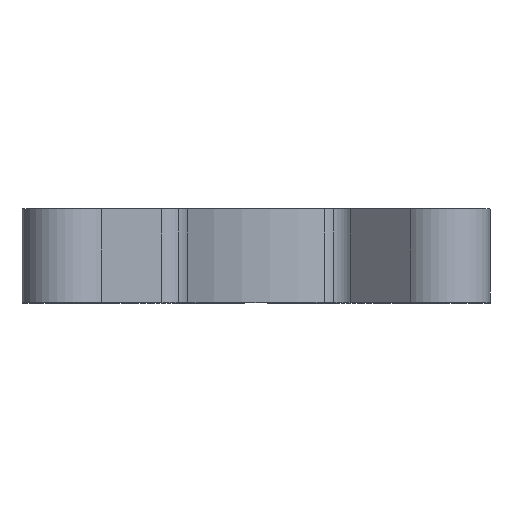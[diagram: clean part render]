
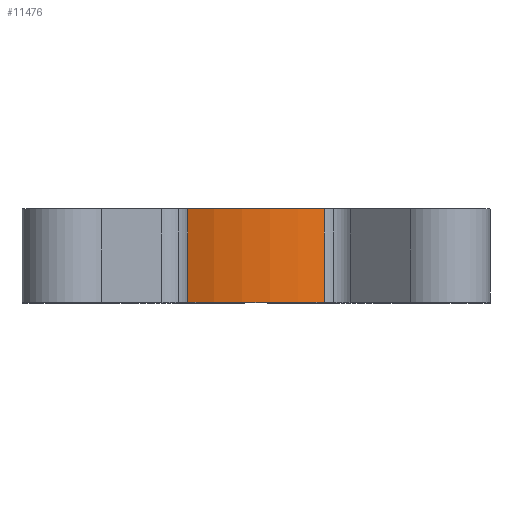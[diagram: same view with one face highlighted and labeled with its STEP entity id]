
A CAD part, top view. The second image highlights one B-rep face of the part: STEP entity #11476.
In plain terms, the highlighted cylindrical face has radius 14.5 mm (diameter 29 mm), a partial arc.
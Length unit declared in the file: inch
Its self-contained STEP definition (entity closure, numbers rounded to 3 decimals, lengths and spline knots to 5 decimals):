
#28 = CYLINDRICAL_SURFACE ( 'NONE', #17378, 0.57087 ) ;
#46 = AXIS2_PLACEMENT_3D ( 'NONE', #8811, #15588, #6629 ) ;
#702 = EDGE_CURVE ( 'NONE', #15948, #28828, #11679, .T. ) ;
#859 = DIRECTION ( 'NONE',  ( 0., 1., 0. ) ) ;
#1244 = VERTEX_POINT ( 'NONE', #1876 ) ;
#1876 = CARTESIAN_POINT ( 'NONE',  ( -0.22924, 0., 0.52282 ) ) ;
#2268 = DIRECTION ( 'NONE',  ( 0., 0., -1. ) ) ;
#2646 = DIRECTION ( 'NONE',  ( 0., 1., 0. ) ) ;
#4758 = DIRECTION ( 'NONE',  ( 0., -1., 0. ) ) ;
#5399 = DIRECTION ( 'NONE',  ( 0., 0., 1. ) ) ;
#5797 = CARTESIAN_POINT ( 'NONE',  ( 0.22924, 0., 0.52282 ) ) ;
#6629 = DIRECTION ( 'NONE',  ( 0., 0., 1. ) ) ;
#7171 = EDGE_LOOP ( 'NONE', ( #11556, #27279, #10144, #9949 ) ) ;
#8811 = CARTESIAN_POINT ( 'NONE',  ( 0., 0.31496, 0. ) ) ;
#9848 = CARTESIAN_POINT ( 'NONE',  ( 0., 0., 0. ) ) ;
#9949 = ORIENTED_EDGE ( 'NONE', *, *, #702, .T. ) ;
#10144 = ORIENTED_EDGE ( 'NONE', *, *, #25143, .T. ) ;
#11062 = CIRCLE ( 'NONE', #16045, 0.57087 ) ;
#11476 = ADVANCED_FACE ( 'NONE', ( #15522 ), #28, .T. ) ;
#11556 = ORIENTED_EDGE ( 'NONE', *, *, #12581, .F. ) ;
#11679 = LINE ( 'NONE', #17913, #15530 ) ;
#12581 = EDGE_CURVE ( 'NONE', #17734, #28828, #19015, .T. ) ;
#13172 = LINE ( 'NONE', #21357, #22660 ) ;
#15522 = FACE_OUTER_BOUND ( 'NONE', #7171, .T. ) ;
#15530 = VECTOR ( 'NONE', #2646, 39.37008 ) ;
#15588 = DIRECTION ( 'NONE',  ( 0., 1., 0. ) ) ;
#15948 = VERTEX_POINT ( 'NONE', #5797 ) ;
#16045 = AXIS2_PLACEMENT_3D ( 'NONE', #9848, #859, #5399 ) ;
#16745 = CARTESIAN_POINT ( 'NONE',  ( 0.22924, 0.31496, 0.52282 ) ) ;
#17378 = AXIS2_PLACEMENT_3D ( 'NONE', #17933, #4758, #2268 ) ;
#17734 = VERTEX_POINT ( 'NONE', #27955 ) ;
#17913 = CARTESIAN_POINT ( 'NONE',  ( 0.22924, 0.31496, 0.52282 ) ) ;
#17933 = CARTESIAN_POINT ( 'NONE',  ( 0., 0.31496, 0. ) ) ;
#19015 = CIRCLE ( 'NONE', #46, 0.57087 ) ;
#19182 = DIRECTION ( 'NONE',  ( 0., -1., 0. ) ) ;
#20761 = EDGE_CURVE ( 'NONE', #17734, #1244, #13172, .T. ) ;
#21357 = CARTESIAN_POINT ( 'NONE',  ( -0.22924, 0.31496, 0.52282 ) ) ;
#22660 = VECTOR ( 'NONE', #19182, 39.37008 ) ;
#25143 = EDGE_CURVE ( 'NONE', #1244, #15948, #11062, .T. ) ;
#27279 = ORIENTED_EDGE ( 'NONE', *, *, #20761, .T. ) ;
#27955 = CARTESIAN_POINT ( 'NONE',  ( -0.22924, 0.31496, 0.52282 ) ) ;
#28828 = VERTEX_POINT ( 'NONE', #16745 ) ;
